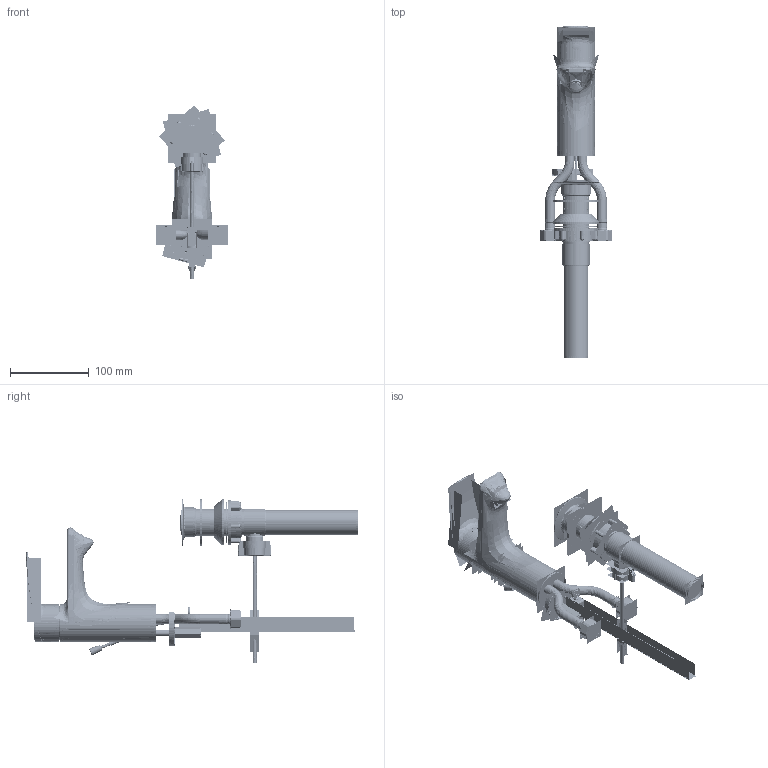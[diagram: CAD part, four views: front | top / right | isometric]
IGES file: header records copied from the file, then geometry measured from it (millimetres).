
Start section:  PTC IGES file: 3D_FFAS0901-101500BF0_D0.igs
Global section: file name: 3D_FFAS0901-101500BF0_D0.igs; native system: Creo Parametric by PTC Inc.; preprocessor: 2014440; author: 10114211; organization: Unknown; date: 20191011.144834; units: millimetre
Bounding box: 92 x 422.33 x 220.38 mm (x, y, z)
Volume: 1319554.5 mm3; surface area: 5239199.9 mm2
Topology: 55 solids, 56 shells, 4468 faces, 30046 edges, 43358 vertices
Faces by surface type: revolution 2754, bspline 1712, extrusion 2
